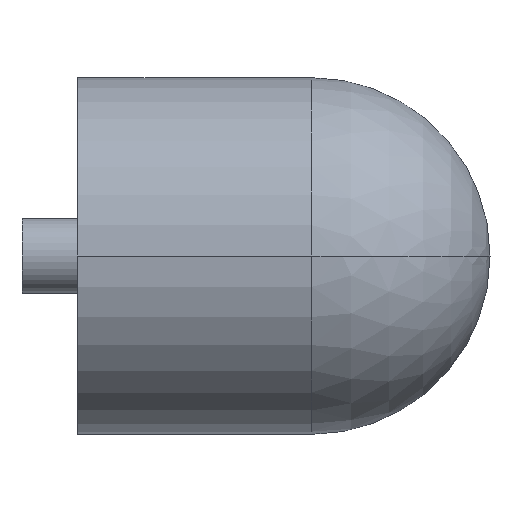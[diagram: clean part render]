
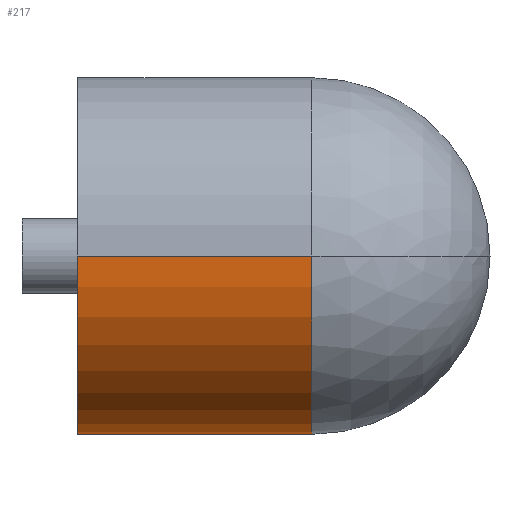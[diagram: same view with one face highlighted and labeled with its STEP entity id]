
A CAD part, front view. The second image highlights one B-rep face of the part: STEP entity #217.
In plain terms, the highlighted cylindrical face has radius 24 mm (diameter 48 mm), a partial arc.
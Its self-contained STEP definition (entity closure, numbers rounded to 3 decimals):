
#6 = DIRECTION ( 'NONE',  ( 0., 0., -1. ) ) ;
#40 = DIRECTION ( 'NONE',  ( 1., 0., 0. ) ) ;
#46 = CIRCLE ( 'NONE', #236, 24. ) ;
#76 = EDGE_LOOP ( 'NONE', ( #629, #301, #282, #150 ) ) ;
#150 = ORIENTED_EDGE ( 'NONE', *, *, #613, .F. ) ;
#157 = CARTESIAN_POINT ( 'NONE',  ( -7.5, -51., -24. ) ) ;
#163 = VERTEX_POINT ( 'NONE', #491 ) ;
#183 = LINE ( 'NONE', #314, #436 ) ;
#186 = DIRECTION ( 'NONE',  ( 1., 0., 0. ) ) ;
#197 = VECTOR ( 'NONE', #476, 1000. ) ;
#201 = VERTEX_POINT ( 'NONE', #416 ) ;
#216 = AXIS2_PLACEMENT_3D ( 'NONE', #606, #186, #6 ) ;
#217 = ADVANCED_FACE ( 'NONE', ( #626 ), #576, .T. ) ;
#236 = AXIS2_PLACEMENT_3D ( 'NONE', #157, #432, #542 ) ;
#253 = DIRECTION ( 'NONE',  ( 0., 0., -1. ) ) ;
#267 = DIRECTION ( 'NONE',  ( 1., 0., 0. ) ) ;
#282 = ORIENTED_EDGE ( 'NONE', *, *, #498, .F. ) ;
#301 = ORIENTED_EDGE ( 'NONE', *, *, #605, .T. ) ;
#309 = LINE ( 'NONE', #581, #197 ) ;
#314 = CARTESIAN_POINT ( 'NONE',  ( 0., -51., -48. ) ) ;
#370 = VERTEX_POINT ( 'NONE', #483 ) ;
#381 = AXIS2_PLACEMENT_3D ( 'NONE', #419, #40, #253 ) ;
#416 = CARTESIAN_POINT ( 'NONE',  ( 24., -75., -24. ) ) ;
#419 = CARTESIAN_POINT ( 'NONE',  ( 0., -51., -24. ) ) ;
#432 = DIRECTION ( 'NONE',  ( -1., 0., 0. ) ) ;
#436 = VECTOR ( 'NONE', #267, 1000. ) ;
#476 = DIRECTION ( 'NONE',  ( 1., 0., 0. ) ) ;
#483 = CARTESIAN_POINT ( 'NONE',  ( -7.5, -75., -24. ) ) ;
#491 = CARTESIAN_POINT ( 'NONE',  ( -7.5, -51., -48. ) ) ;
#498 = EDGE_CURVE ( 'NONE', #201, #582, #628, .T. ) ;
#542 = DIRECTION ( 'NONE',  ( 0., 0., -1. ) ) ;
#576 = CYLINDRICAL_SURFACE ( 'NONE', #381, 24. ) ;
#581 = CARTESIAN_POINT ( 'NONE',  ( 48., -75., -24. ) ) ;
#582 = VERTEX_POINT ( 'NONE', #656 ) ;
#605 = EDGE_CURVE ( 'NONE', #163, #582, #183, .T. ) ;
#606 = CARTESIAN_POINT ( 'NONE',  ( 24., -51., -24. ) ) ;
#613 = EDGE_CURVE ( 'NONE', #370, #201, #309, .T. ) ;
#615 = EDGE_CURVE ( 'NONE', #163, #370, #46, .T. ) ;
#626 = FACE_OUTER_BOUND ( 'NONE', #76, .T. ) ;
#628 = CIRCLE ( 'NONE', #216, 24. ) ;
#629 = ORIENTED_EDGE ( 'NONE', *, *, #615, .F. ) ;
#656 = CARTESIAN_POINT ( 'NONE',  ( 24., -51., -48. ) ) ;
